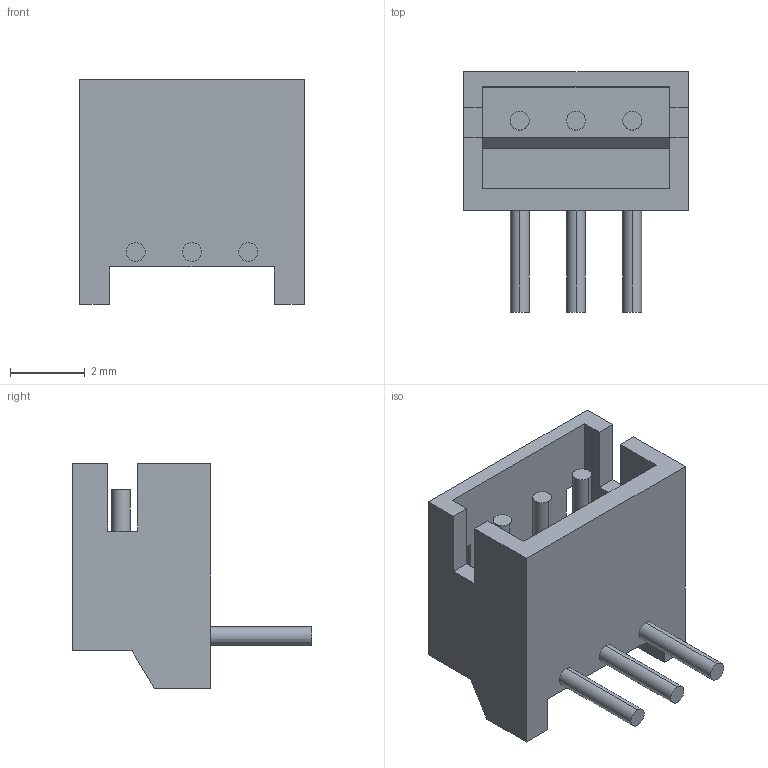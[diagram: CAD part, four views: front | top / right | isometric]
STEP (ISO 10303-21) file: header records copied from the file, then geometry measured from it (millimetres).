
FILE_DESCRIPTION (( 'STEP AP214' ), '1' );
FILE_NAME ('S3B-ZR.STEP', '2010-06-16T04:52:44', ( ' ' ), ( ' ' ), 'SwSTEP 2.0', 'SolidWorks 2005235', '' );
FILE_SCHEMA (( 'AUTOMOTIVE_DESIGN' ));
Length unit declared in the file: millimetre
Products named in the file (1): S3B-ZR
Bounding box: 6 x 6.4 x 6 mm (x, y, z)
Volume: 70 mm3; surface area: 225 mm2
Topology: 1 solids, 1 shells, 50 faces, 136 edges, 90 vertices
Faces by surface type: plane 38, cylinder 12
Entity records: 2149 total; most frequent: CARTESIAN_POINT 277, ORIENTED_EDGE 272, DIRECTION 262, EDGE_CURVE 136, VECTOR 112, LINE 112, VERTEX_POINT 90, AXIS2_PLACEMENT_3D 75
